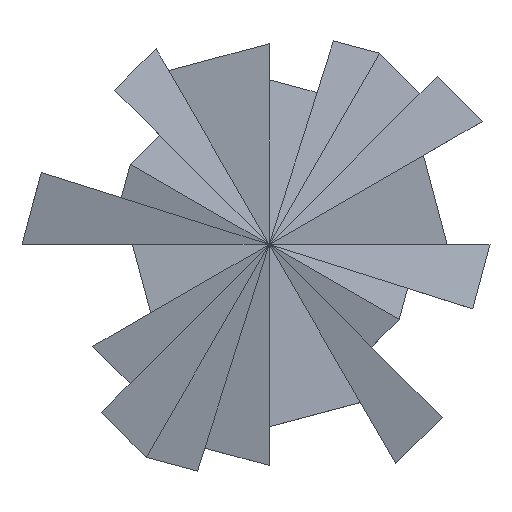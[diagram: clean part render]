
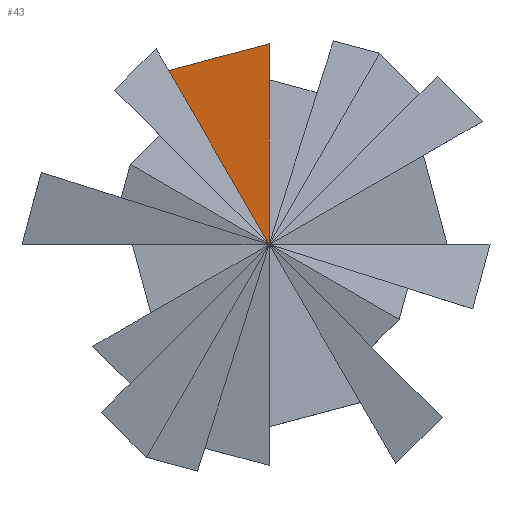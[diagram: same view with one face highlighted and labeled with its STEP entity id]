
A CAD part, top view. The second image highlights one B-rep face of the part: STEP entity #43.
In plain terms, the highlighted free-form (B-spline) face has degree [1, 1] with [2, 2] control points.
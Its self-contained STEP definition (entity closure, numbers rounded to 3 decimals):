
#43=ADVANCED_FACE('',(#100),#800,.T.);
#100=FACE_OUTER_BOUND('',#157,.T.);
#157=EDGE_LOOP('',(#298,#299,#300,#301));
#298=ORIENTED_EDGE('',*,*,#508,.T.);
#299=ORIENTED_EDGE('',*,*,#506,.T.);
#300=ORIENTED_EDGE('',*,*,#532,.T.);
#301=ORIENTED_EDGE('',*,*,#507,.T.);
#506=EDGE_CURVE('',#741,#742,#634,.T.);
#507=EDGE_CURVE('',#740,#699,#635,.T.);
#508=EDGE_CURVE('',#699,#741,#636,.T.);
#532=EDGE_CURVE('',#742,#740,#660,.T.);
#634=B_SPLINE_CURVE_WITH_KNOTS('',1,(#1431,#1432),.UNSPECIFIED.,.F.,.F.,
(2,2),(254.317,309.949),.UNSPECIFIED.);
#635=B_SPLINE_CURVE_WITH_KNOTS('',1,(#1433,#1434),.UNSPECIFIED.,.F.,.F.,
(2,2),(0.,313.837),.UNSPECIFIED.);
#636=B_SPLINE_CURVE_WITH_KNOTS('',1,(#1435,#1436),.UNSPECIFIED.,.F.,.F.,
(2,2),(0.,340.918),.UNSPECIFIED.);
#660=B_SPLINE_CURVE_WITH_KNOTS('',1,(#1501,#1502),.UNSPECIFIED.,.F.,.F.,
(2,2),(0.,163.128),.UNSPECIFIED.);
#699=VERTEX_POINT('',#1182);
#740=VERTEX_POINT('',#1223);
#741=VERTEX_POINT('',#1224);
#742=VERTEX_POINT('',#1225);
#800=B_SPLINE_SURFACE_WITH_KNOTS('',1,1,((#1055,#1056),(#1057,#1058)),
 .UNSPECIFIED.,.F.,.F.,.F.,(2,2),(2,2),(0.,309.949),(0.,313.837),
 .UNSPECIFIED.);
#1055=CARTESIAN_POINT('',(0.,-1890.991,0.));
#1056=CARTESIAN_POINT('',(-154.531,-1623.336,-54.54));
#1057=CARTESIAN_POINT('',(0.,-1581.877,-22.729));
#1058=CARTESIAN_POINT('',(-154.531,-1314.222,-77.269));
#1182=CARTESIAN_POINT('',(0.,-1890.991,0.));
#1223=CARTESIAN_POINT('',(-154.531,-1623.336,-54.54));
#1224=CARTESIAN_POINT('',(0.,-1637.359,-18.649));
#1225=CARTESIAN_POINT('',(0.,-1581.877,-22.729));
#1431=CARTESIAN_POINT('',(0.,-1637.359,-18.649));
#1432=CARTESIAN_POINT('',(0.,-1581.877,-22.729));
#1433=CARTESIAN_POINT('',(-154.531,-1623.336,-54.54));
#1434=CARTESIAN_POINT('',(0.,-1890.991,0.));
#1435=CARTESIAN_POINT('',(0.,-1890.991,0.));
#1436=CARTESIAN_POINT('',(0.,-1637.359,-18.649));
#1501=CARTESIAN_POINT('',(0.,-1581.877,-22.729));
#1502=CARTESIAN_POINT('',(-154.531,-1623.336,-54.54));
